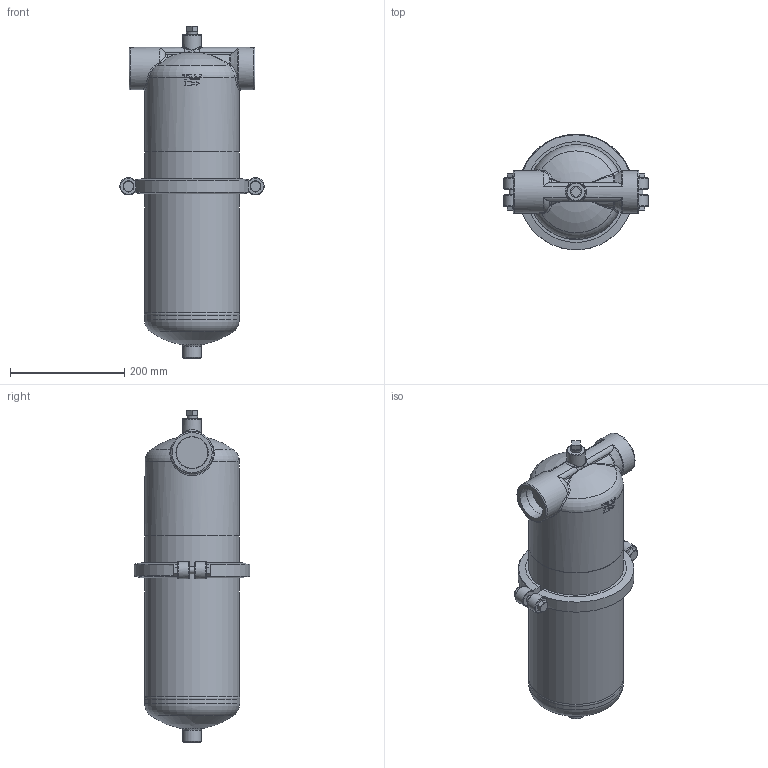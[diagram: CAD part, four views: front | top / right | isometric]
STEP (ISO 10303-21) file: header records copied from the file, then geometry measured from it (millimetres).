
FILE_DESCRIPTION((''),'2;1');
FILE_NAME('sf100-050-screw-00.stp','2010-07-16T13:05:28',('nakaot'),(''),'Autodesk Inventor 2008','Autodesk Inventor 2008','');
FILE_SCHEMA(('AUTOMOTIVE_DESIGN { 1 0 10303 214 1 1 1 1 }'));
Length unit declared in the file: millimetre
Products named in the file (1): sf100-050-screw-00
Bounding box: 251.75 x 201.61 x 580 mm (x, y, z)
Volume: 10857022.4 mm3; surface area: 380424.7 mm2
Topology: 2 solids, 2 shells, 245 faces, 606 edges, 374 vertices
Faces by surface type: bspline 90, plane 66, cylinder 40, torus 25, cone 21, sphere 3
Full cylindrical faces by diameter (mm): 12 x1, 32 x2, 55.169 x1, 74 x2, 157.5 x1, 164 x1, 165 x2, 165.2 x1, 165.8 x1
Entity records: 11320 total; most frequent: CARTESIAN_POINT 6351, ORIENTED_EDGE 1118, DIRECTION 854, EDGE_CURVE 559, VERTEX_POINT 365, AXIS2_PLACEMENT_3D 359, EDGE_LOOP 294, FACE_OUTER_BOUND 245
